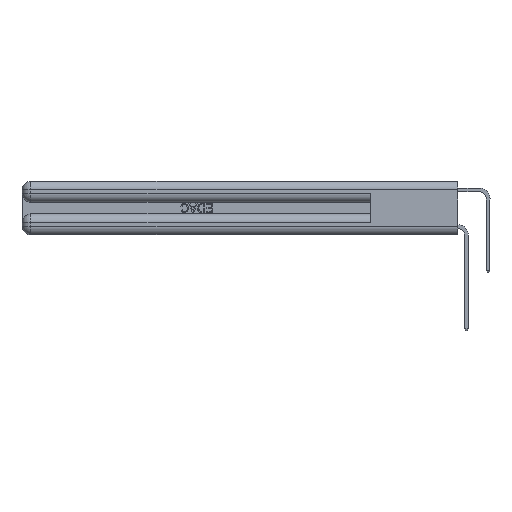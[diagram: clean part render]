
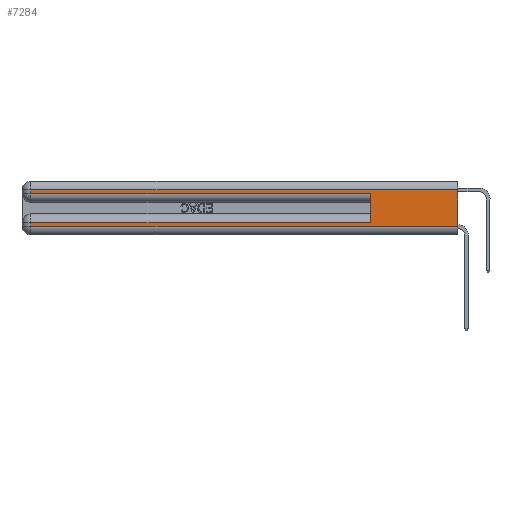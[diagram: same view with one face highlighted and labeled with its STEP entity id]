
A CAD part, left-side view. The second image highlights one B-rep face of the part: STEP entity #7284.
In plain terms, the highlighted planar face has unit normal (-1, 0, 0).
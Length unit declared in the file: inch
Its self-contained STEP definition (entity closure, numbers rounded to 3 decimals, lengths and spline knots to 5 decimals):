
#274 = EDGE_CURVE ( 'NONE', #25074, #12827, #26448, .T. ) ;
#423 = VERTEX_POINT ( 'NONE', #17735 ) ;
#808 = VECTOR ( 'NONE', #11927, 39.37008 ) ;
#1801 = CARTESIAN_POINT ( 'NONE',  ( 0., 0., 0.085 ) ) ;
#1938 = LINE ( 'NONE', #25515, #3251 ) ;
#2513 = VECTOR ( 'NONE', #19410, 39.37008 ) ;
#2594 = CARTESIAN_POINT ( 'NONE',  ( 0., 0.6, 0.145 ) ) ;
#2792 = AXIS2_PLACEMENT_3D ( 'NONE', #3548, #11828, #18286 ) ;
#2820 = CARTESIAN_POINT ( 'NONE',  ( 0., 0., 0.285 ) ) ;
#2913 = VECTOR ( 'NONE', #26968, 39.37008 ) ;
#3251 = VECTOR ( 'NONE', #8554, 39.37008 ) ;
#3344 = ORIENTED_EDGE ( 'NONE', *, *, #274, .T. ) ;
#3360 = VERTEX_POINT ( 'NONE', #23428 ) ;
#3548 = CARTESIAN_POINT ( 'NONE',  ( 0., 0., 0.37 ) ) ;
#3833 = LINE ( 'NONE', #2594, #12370 ) ;
#4240 = ORIENTED_EDGE ( 'NONE', *, *, #9432, .T. ) ;
#4549 = CARTESIAN_POINT ( 'NONE',  ( 0., 2.94, 0.285 ) ) ;
#5424 = DIRECTION ( 'NONE',  ( 0., -1., 0. ) ) ;
#5934 = LINE ( 'NONE', #13911, #10852 ) ;
#6330 = EDGE_CURVE ( 'NONE', #15970, #3360, #16862, .T. ) ;
#6752 = LINE ( 'NONE', #10924, #808 ) ;
#7284 = ADVANCED_FACE ( 'NONE', ( #12532 ), #9623, .F. ) ;
#7710 = ORIENTED_EDGE ( 'NONE', *, *, #14674, .T. ) ;
#7741 = DIRECTION ( 'NONE',  ( 0., 0., -1. ) ) ;
#8554 = DIRECTION ( 'NONE',  ( 0., 0., -1. ) ) ;
#8970 = VECTOR ( 'NONE', #5424, 39.37008 ) ;
#8983 = DIRECTION ( 'NONE',  ( 0., 1., 0. ) ) ;
#9432 = EDGE_CURVE ( 'NONE', #12698, #15970, #1938, .T. ) ;
#9623 = PLANE ( 'NONE',  #2792 ) ;
#10211 = CARTESIAN_POINT ( 'NONE',  ( 0., 2.94, 0.31 ) ) ;
#10786 = ORIENTED_EDGE ( 'NONE', *, *, #13785, .T. ) ;
#10852 = VECTOR ( 'NONE', #7741, 39.37008 ) ;
#10924 = CARTESIAN_POINT ( 'NONE',  ( 0., 2.94, 0.37 ) ) ;
#11828 = DIRECTION ( 'NONE',  ( 1., 0., 0. ) ) ;
#11927 = DIRECTION ( 'NONE',  ( 0., 0., -1. ) ) ;
#12370 = VECTOR ( 'NONE', #17319, 39.37008 ) ;
#12532 = FACE_OUTER_BOUND ( 'NONE', #14247, .T. ) ;
#12698 = VERTEX_POINT ( 'NONE', #12935 ) ;
#12827 = VERTEX_POINT ( 'NONE', #10211 ) ;
#12935 = CARTESIAN_POINT ( 'NONE',  ( 0., 2.94, 0.085 ) ) ;
#13720 = ORIENTED_EDGE ( 'NONE', *, *, #21358, .F. ) ;
#13785 = EDGE_CURVE ( 'NONE', #423, #12698, #22598, .T. ) ;
#13911 = CARTESIAN_POINT ( 'NONE',  ( 0., 0., 0.37 ) ) ;
#14247 = EDGE_LOOP ( 'NONE', ( #13720, #3344, #19224, #7710, #14566, #10786, #4240, #17135 ) ) ;
#14566 = ORIENTED_EDGE ( 'NONE', *, *, #16861, .F. ) ;
#14674 = EDGE_CURVE ( 'NONE', #23037, #15077, #26762, .T. ) ;
#15077 = VERTEX_POINT ( 'NONE', #21067 ) ;
#15949 = EDGE_CURVE ( 'NONE', #12827, #23037, #6752, .T. ) ;
#15970 = VERTEX_POINT ( 'NONE', #21851 ) ;
#16861 = EDGE_CURVE ( 'NONE', #423, #15077, #3833, .T. ) ;
#16862 = LINE ( 'NONE', #26282, #8970 ) ;
#17135 = ORIENTED_EDGE ( 'NONE', *, *, #6330, .T. ) ;
#17319 = DIRECTION ( 'NONE',  ( 0., 0., 1. ) ) ;
#17735 = CARTESIAN_POINT ( 'NONE',  ( 0., 0.6, 0.085 ) ) ;
#18286 = DIRECTION ( 'NONE',  ( 0., 0., -1. ) ) ;
#19021 = VECTOR ( 'NONE', #8983, 39.37008 ) ;
#19224 = ORIENTED_EDGE ( 'NONE', *, *, #15949, .T. ) ;
#19410 = DIRECTION ( 'NONE',  ( 0., -1., 0. ) ) ;
#21067 = CARTESIAN_POINT ( 'NONE',  ( 0., 0.6, 0.285 ) ) ;
#21181 = CARTESIAN_POINT ( 'NONE',  ( 0., 0., 0.31 ) ) ;
#21358 = EDGE_CURVE ( 'NONE', #25074, #3360, #5934, .T. ) ;
#21851 = CARTESIAN_POINT ( 'NONE',  ( 0., 2.94, 0.06 ) ) ;
#22598 = LINE ( 'NONE', #1801, #2913 ) ;
#23037 = VERTEX_POINT ( 'NONE', #4549 ) ;
#23428 = CARTESIAN_POINT ( 'NONE',  ( 0., 0., 0.06 ) ) ;
#23812 = CARTESIAN_POINT ( 'NONE',  ( 0., 0., 0.31 ) ) ;
#25074 = VERTEX_POINT ( 'NONE', #21181 ) ;
#25515 = CARTESIAN_POINT ( 'NONE',  ( 0., 2.94, 0.37 ) ) ;
#26282 = CARTESIAN_POINT ( 'NONE',  ( 0., 0., 0.06 ) ) ;
#26448 = LINE ( 'NONE', #23812, #19021 ) ;
#26762 = LINE ( 'NONE', #2820, #2513 ) ;
#26968 = DIRECTION ( 'NONE',  ( 0., 1., 0. ) ) ;
